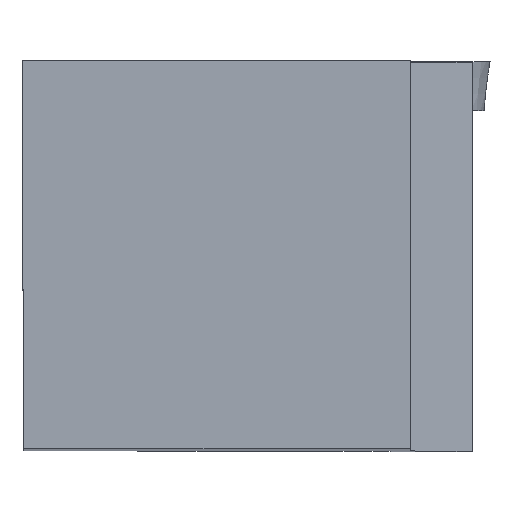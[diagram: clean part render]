
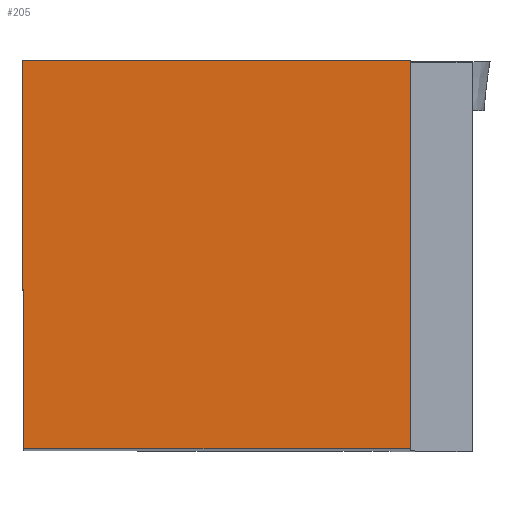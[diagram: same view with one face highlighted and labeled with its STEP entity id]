
A CAD part, top view. The second image highlights one B-rep face of the part: STEP entity #205.
In plain terms, the highlighted planar face has unit normal (0, 0, 1).
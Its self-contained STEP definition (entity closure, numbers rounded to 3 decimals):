
#86=FACE_OUTER_BOUND('',#282,.T.);
#100=LINE('',#834,#134);
#120=LINE('',#892,#154);
#123=LINE('',#899,#157);
#125=LINE('',#908,#159);
#134=VECTOR('',#680,1.);
#154=VECTOR('',#718,1.);
#157=VECTOR('',#725,1.);
#159=VECTOR('',#737,1.);
#205=ADVANCED_FACE('BLANK_BOXF006',(#86),#226,.F.);
#226=PLANE('',#616);
#282=EDGE_LOOP('',(#363,#364,#365,#366));
#363=ORIENTED_EDGE('',*,*,#493,.T.);
#364=ORIENTED_EDGE('',*,*,#458,.T.);
#365=ORIENTED_EDGE('',*,*,#484,.T.);
#366=ORIENTED_EDGE('',*,*,#488,.T.);
#418=VERTEX_POINT('',#833);
#419=VERTEX_POINT('',#835);
#439=VERTEX_POINT('',#891);
#441=VERTEX_POINT('',#898);
#458=EDGE_CURVE('',#419,#418,#100,.T.);
#484=EDGE_CURVE('',#418,#439,#120,.T.);
#488=EDGE_CURVE('',#439,#441,#123,.T.);
#493=EDGE_CURVE('',#441,#419,#125,.T.);
#616=AXIS2_PLACEMENT_3D('',#909,#738,#739);
#680=DIRECTION('',(-1.,0.,0.));
#718=DIRECTION('',(0.004,-1.,0.));
#725=DIRECTION('',(1.,0.,0.));
#737=DIRECTION('',(0.,1.,0.));
#738=DIRECTION('',(0.,0.,-1.));
#739=DIRECTION('',(1.,0.,0.));
#833=CARTESIAN_POINT('',(0.,31.623,0.));
#834=CARTESIAN_POINT('',(161.4,31.623,0.));
#835=CARTESIAN_POINT('',(31.623,31.623,0.));
#891=CARTESIAN_POINT('',(0.138,0.,0.));
#892=CARTESIAN_POINT('',(-0.566,161.398,0.));
#898=CARTESIAN_POINT('',(31.623,0.,0.));
#899=CARTESIAN_POINT('',(-161.4,0.,0.));
#908=CARTESIAN_POINT('',(31.623,-161.4,0.));
#909=CARTESIAN_POINT('',(44.317,-5.,0.));
